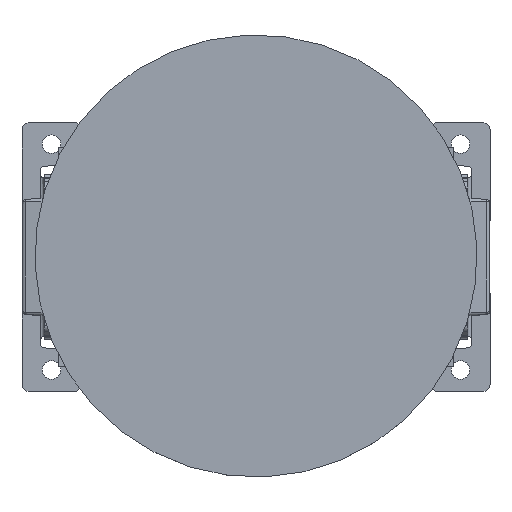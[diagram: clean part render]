
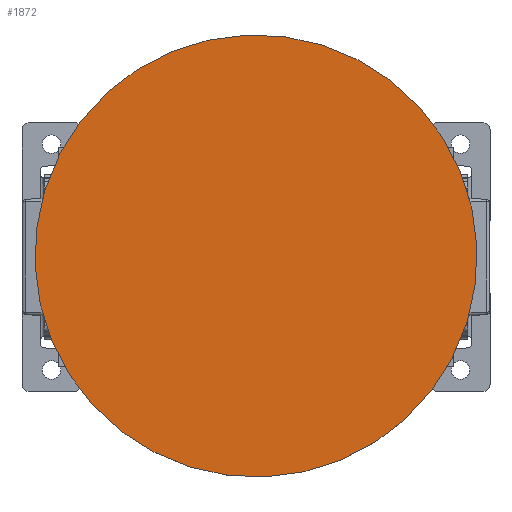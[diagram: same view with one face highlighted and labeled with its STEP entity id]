
A CAD part, top view. The second image highlights one B-rep face of the part: STEP entity #1872.
In plain terms, the highlighted planar face has unit normal (0, 0, 1).
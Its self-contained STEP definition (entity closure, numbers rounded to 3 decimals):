
#1872=ADVANCED_FACE('',(#2993),#2312,.F.);
#2312=PLANE('',#15356);
#2993=FACE_OUTER_BOUND('',#3823,.T.);
#3823=EDGE_LOOP('',(#8105));
#4264=CIRCLE('',#15353,6.);
#8105=ORIENTED_EDGE('',*,*,#11675,.F.);
#9775=VERTEX_POINT('',#26141);
#11675=EDGE_CURVE('',#9775,#9775,#4264,.T.);
#15353=AXIS2_PLACEMENT_3D('',#26140,#18561,#18562);
#15356=AXIS2_PLACEMENT_3D('',#26144,#18567,#18568);
#18561=DIRECTION('',(0.,0.,-1.));
#18562=DIRECTION('',(-0.924,-0.383,0.));
#18567=DIRECTION('',(0.,0.,-1.));
#18568=DIRECTION('',(-0.924,-0.383,0.));
#26140=CARTESIAN_POINT('',(7.5,7.85,18.8));
#26141=CARTESIAN_POINT('',(1.958,5.552,18.8));
#26144=CARTESIAN_POINT('',(7.5,7.85,18.8));
